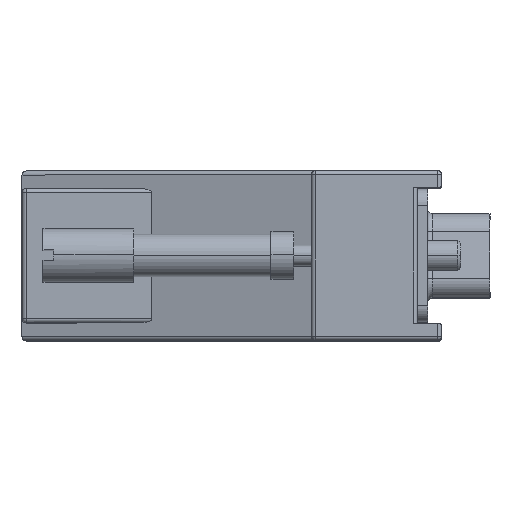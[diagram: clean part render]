
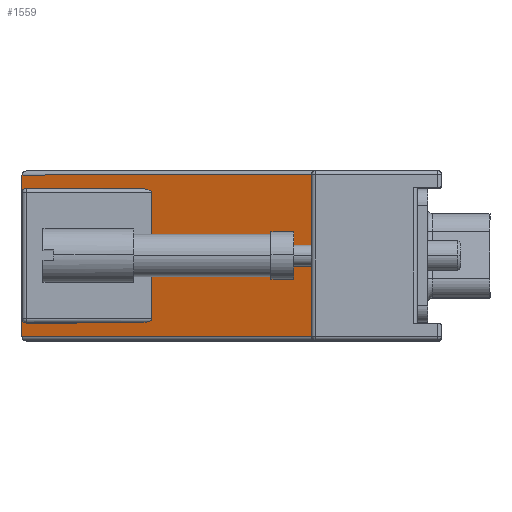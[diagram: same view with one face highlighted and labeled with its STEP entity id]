
A CAD part, top view. The second image highlights one B-rep face of the part: STEP entity #1559.
In plain terms, the highlighted planar face has unit normal (-0.27, 0, 0.963).
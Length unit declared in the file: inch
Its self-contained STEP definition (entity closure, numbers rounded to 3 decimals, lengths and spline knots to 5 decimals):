
#1557 = EDGE_CURVE ( 'NONE', #1642, #1558, #14331, .T. ) ;
#1558 = VERTEX_POINT ( 'NONE', #14327 ) ;
#1559 = ADVANCED_FACE ( 'NONE', ( #14310 ), #14309, .F. ) ;
#1560 = ORIENTED_EDGE ( 'NONE', *, *, #1771, .T. ) ;
#1561 = EDGE_LOOP ( 'NONE', ( #1560, #1734, #1644, #1723, #1703, #1704, #1722, #1700, #1605, #1640, #1736, #1725 ) ) ;
#1563 = EDGE_CURVE ( 'NONE', #1733, #1754, #14304, .T. ) ;
#1604 = VERTEX_POINT ( 'NONE', #14658 ) ;
#1605 = ORIENTED_EDGE ( 'NONE', *, *, #1639, .T. ) ;
#1606 = VERTEX_POINT ( 'NONE', #14657 ) ;
#1639 = EDGE_CURVE ( 'NONE', #1604, #1606, #14601, .T. ) ;
#1640 = ORIENTED_EDGE ( 'NONE', *, *, #1641, .T. ) ;
#1641 = EDGE_CURVE ( 'NONE', #1606, #1642, #14596, .T. ) ;
#1642 = VERTEX_POINT ( 'NONE', #14597 ) ;
#1644 = ORIENTED_EDGE ( 'NONE', *, *, #1728, .F. ) ;
#1698 = EDGE_CURVE ( 'NONE', #1721, #1699, #14472, .T. ) ;
#1699 = VERTEX_POINT ( 'NONE', #14468 ) ;
#1700 = ORIENTED_EDGE ( 'NONE', *, *, #1701, .T. ) ;
#1701 = EDGE_CURVE ( 'NONE', #1699, #1604, #14465, .T. ) ;
#1703 = ORIENTED_EDGE ( 'NONE', *, *, #1563, .T. ) ;
#1704 = ORIENTED_EDGE ( 'NONE', *, *, #1720, .T. ) ;
#1719 = EDGE_CURVE ( 'NONE', #1769, #1735, #14797, .T. ) ;
#1720 = EDGE_CURVE ( 'NONE', #1754, #1721, #14791, .T. ) ;
#1721 = VERTEX_POINT ( 'NONE', #14793 ) ;
#1722 = ORIENTED_EDGE ( 'NONE', *, *, #1698, .T. ) ;
#1723 = ORIENTED_EDGE ( 'NONE', *, *, #1724, .T. ) ;
#1724 = EDGE_CURVE ( 'NONE', #1729, #1733, #14792, .T. ) ;
#1725 = ORIENTED_EDGE ( 'NONE', *, *, #1726, .T. ) ;
#1726 = EDGE_CURVE ( 'NONE', #1558, #1739, #14783, .T. ) ;
#1728 = EDGE_CURVE ( 'NONE', #1729, #1735, #14819, .T. ) ;
#1729 = VERTEX_POINT ( 'NONE', #14815 ) ;
#1733 = VERTEX_POINT ( 'NONE', #14809 ) ;
#1734 = ORIENTED_EDGE ( 'NONE', *, *, #1719, .T. ) ;
#1735 = VERTEX_POINT ( 'NONE', #14808 ) ;
#1736 = ORIENTED_EDGE ( 'NONE', *, *, #1557, .T. ) ;
#1739 = VERTEX_POINT ( 'NONE', #14807 ) ;
#1754 = VERTEX_POINT ( 'NONE', #14891 ) ;
#1769 = VERTEX_POINT ( 'NONE', #14744 ) ;
#1771 = EDGE_CURVE ( 'NONE', #1739, #1769, #14743, .T. ) ;
#14293 = DIRECTION ( 'NONE',  ( 0., -1., 0. ) ) ;
#14294 = VECTOR ( 'NONE', #14293, 39.37008 ) ;
#14303 = CARTESIAN_POINT ( 'NONE',  ( -1.3175, 0.315, 0.539 ) ) ;
#14304 = LINE ( 'NONE', #14303, #14294 ) ;
#14305 = DIRECTION ( 'NONE',  ( -0.963, 0., -0.27 ) ) ;
#14306 = DIRECTION ( 'NONE',  ( 0.27, 0., -0.963 ) ) ;
#14307 = CARTESIAN_POINT ( 'NONE',  ( -1.3175, 0.315, 0.539 ) ) ;
#14308 = AXIS2_PLACEMENT_3D ( 'NONE', #14307, #14306, #14305 ) ;
#14309 = PLANE ( 'NONE',  #14308 ) ;
#14310 = FACE_OUTER_BOUND ( 'NONE', #1561, .T. ) ;
#14327 = CARTESIAN_POINT ( 'NONE',  ( -1.3025, -0.25, 0.5432 ) ) ;
#14328 = DIRECTION ( 'NONE',  ( -0.963, 0., -0.27 ) ) ;
#14329 = VECTOR ( 'NONE', #14328, 39.37008 ) ;
#14330 = CARTESIAN_POINT ( 'NONE',  ( -1.3175, -0.25, 0.539 ) ) ;
#14331 = LINE ( 'NONE', #14330, #14329 ) ;
#14465 =( BOUNDED_CURVE ( )  B_SPLINE_CURVE ( 3, ( #14855, #14854, #14853, #14852 ),
 .UNSPECIFIED., .F., .T. ) 
 B_SPLINE_CURVE_WITH_KNOTS ( ( 4, 4 ),
 ( 1.5708, 3.14159 ),
 .UNSPECIFIED. ) 
 CURVE ( )  GEOMETRIC_REPRESENTATION_ITEM ( )  RATIONAL_B_SPLINE_CURVE ( ( 1., 0.805, 0.805, 1. ) ) 
 REPRESENTATION_ITEM ( '' )  );
#14468 = CARTESIAN_POINT ( 'NONE',  ( -0.88893, 0.25, 0.659 ) ) ;
#14469 = DIRECTION ( 'NONE',  ( 0.963, 0., 0.27 ) ) ;
#14470 = VECTOR ( 'NONE', #14469, 39.37008 ) ;
#14471 = CARTESIAN_POINT ( 'NONE',  ( -1.3175, 0.25, 0.539 ) ) ;
#14472 = LINE ( 'NONE', #14471, #14470 ) ;
#14592 = CARTESIAN_POINT ( 'NONE',  ( -0.88893, -0.25, 0.659 ) ) ;
#14593 = CARTESIAN_POINT ( 'NONE',  ( -0.85755, -0.25, 0.66779 ) ) ;
#14594 = CARTESIAN_POINT ( 'NONE',  ( -0.83536, -0.24379, 0.674 ) ) ;
#14595 = CARTESIAN_POINT ( 'NONE',  ( -0.83536, -0.235, 0.674 ) ) ;
#14596 =( BOUNDED_CURVE ( )  B_SPLINE_CURVE ( 3, ( #14595, #14594, #14593, #14592 ),
 .UNSPECIFIED., .F., .T. ) 
 B_SPLINE_CURVE_WITH_KNOTS ( ( 4, 4 ),
 ( 3.14159, 4.71239 ),
 .UNSPECIFIED. ) 
 CURVE ( )  GEOMETRIC_REPRESENTATION_ITEM ( )  RATIONAL_B_SPLINE_CURVE ( ( 1., 0.805, 0.805, 1. ) ) 
 REPRESENTATION_ITEM ( '' )  );
#14597 = CARTESIAN_POINT ( 'NONE',  ( -0.88893, -0.25, 0.659 ) ) ;
#14598 = DIRECTION ( 'NONE',  ( 0., -1., 0. ) ) ;
#14599 = VECTOR ( 'NONE', #14598, 39.37008 ) ;
#14600 = CARTESIAN_POINT ( 'NONE',  ( -0.83536, 0.315, 0.674 ) ) ;
#14601 = LINE ( 'NONE', #14600, #14599 ) ;
#14657 = CARTESIAN_POINT ( 'NONE',  ( -0.83536, -0.235, 0.674 ) ) ;
#14658 = CARTESIAN_POINT ( 'NONE',  ( -0.83536, 0.235, 0.674 ) ) ;
#14740 = DIRECTION ( 'NONE',  ( 0., -1., 0. ) ) ;
#14741 = VECTOR ( 'NONE', #14740, 39.37008 ) ;
#14742 = CARTESIAN_POINT ( 'NONE',  ( -1.3175, 0.315, 0.539 ) ) ;
#14743 = LINE ( 'NONE', #14742, #14741 ) ;
#14744 = CARTESIAN_POINT ( 'NONE',  ( -1.3175, -0.3, 0.539 ) ) ;
#14783 =( BOUNDED_CURVE ( )  B_SPLINE_CURVE ( 3, ( #14829, #14828, #14827, #14826 ),
 .UNSPECIFIED., .F., .T. ) 
 B_SPLINE_CURVE_WITH_KNOTS ( ( 4, 4 ),
 ( 4.71239, 6.28319 ),
 .UNSPECIFIED. ) 
 CURVE ( )  GEOMETRIC_REPRESENTATION_ITEM ( )  RATIONAL_B_SPLINE_CURVE ( ( 1., 0.805, 0.805, 1. ) ) 
 REPRESENTATION_ITEM ( '' )  );
#14784 = DIRECTION ( 'NONE',  ( -0.963, 0., -0.27 ) ) ;
#14785 = VECTOR ( 'NONE', #14784, 39.37008 ) ;
#14786 = CARTESIAN_POINT ( 'NONE',  ( -1.3175, 0.3, 0.539 ) ) ;
#14787 = CARTESIAN_POINT ( 'NONE',  ( -1.3025, 0.25, 0.5432 ) ) ;
#14788 = CARTESIAN_POINT ( 'NONE',  ( -1.31129, 0.25, 0.54074 ) ) ;
#14789 = CARTESIAN_POINT ( 'NONE',  ( -1.3175, 0.24379, 0.539 ) ) ;
#14790 = CARTESIAN_POINT ( 'NONE',  ( -1.3175, 0.235, 0.539 ) ) ;
#14791 =( BOUNDED_CURVE ( )  B_SPLINE_CURVE ( 3, ( #14790, #14789, #14788, #14787 ),
 .UNSPECIFIED., .F., .T. ) 
 B_SPLINE_CURVE_WITH_KNOTS ( ( 4, 4 ),
 ( 3.14159, 4.71239 ),
 .UNSPECIFIED. ) 
 CURVE ( )  GEOMETRIC_REPRESENTATION_ITEM ( )  RATIONAL_B_SPLINE_CURVE ( ( 1., 0.805, 0.805, 1. ) ) 
 REPRESENTATION_ITEM ( '' )  );
#14792 = LINE ( 'NONE', #14786, #14785 ) ;
#14793 = CARTESIAN_POINT ( 'NONE',  ( -1.3025, 0.25, 0.5432 ) ) ;
#14794 = DIRECTION ( 'NONE',  ( 0.963, 0., 0.27 ) ) ;
#14795 = VECTOR ( 'NONE', #14794, 39.37008 ) ;
#14796 = CARTESIAN_POINT ( 'NONE',  ( -1.3175, -0.3, 0.539 ) ) ;
#14797 = LINE ( 'NONE', #14796, #14795 ) ;
#14807 = CARTESIAN_POINT ( 'NONE',  ( -1.3175, -0.235, 0.539 ) ) ;
#14808 = CARTESIAN_POINT ( 'NONE',  ( -0.2425, -0.3, 0.84 ) ) ;
#14809 = CARTESIAN_POINT ( 'NONE',  ( -1.3175, 0.3, 0.539 ) ) ;
#14815 = CARTESIAN_POINT ( 'NONE',  ( -0.2425, 0.3, 0.84 ) ) ;
#14816 = DIRECTION ( 'NONE',  ( 0., -1., 0. ) ) ;
#14817 = VECTOR ( 'NONE', #14816, 39.37008 ) ;
#14818 = CARTESIAN_POINT ( 'NONE',  ( -0.2425, 0.315, 0.84 ) ) ;
#14819 = LINE ( 'NONE', #14818, #14817 ) ;
#14826 = CARTESIAN_POINT ( 'NONE',  ( -1.3175, -0.235, 0.539 ) ) ;
#14827 = CARTESIAN_POINT ( 'NONE',  ( -1.3175, -0.24379, 0.539 ) ) ;
#14828 = CARTESIAN_POINT ( 'NONE',  ( -1.31129, -0.25, 0.54074 ) ) ;
#14829 = CARTESIAN_POINT ( 'NONE',  ( -1.3025, -0.25, 0.5432 ) ) ;
#14852 = CARTESIAN_POINT ( 'NONE',  ( -0.83536, 0.235, 0.674 ) ) ;
#14853 = CARTESIAN_POINT ( 'NONE',  ( -0.83536, 0.24379, 0.674 ) ) ;
#14854 = CARTESIAN_POINT ( 'NONE',  ( -0.85755, 0.25, 0.66779 ) ) ;
#14855 = CARTESIAN_POINT ( 'NONE',  ( -0.88893, 0.25, 0.659 ) ) ;
#14891 = CARTESIAN_POINT ( 'NONE',  ( -1.3175, 0.235, 0.539 ) ) ;
